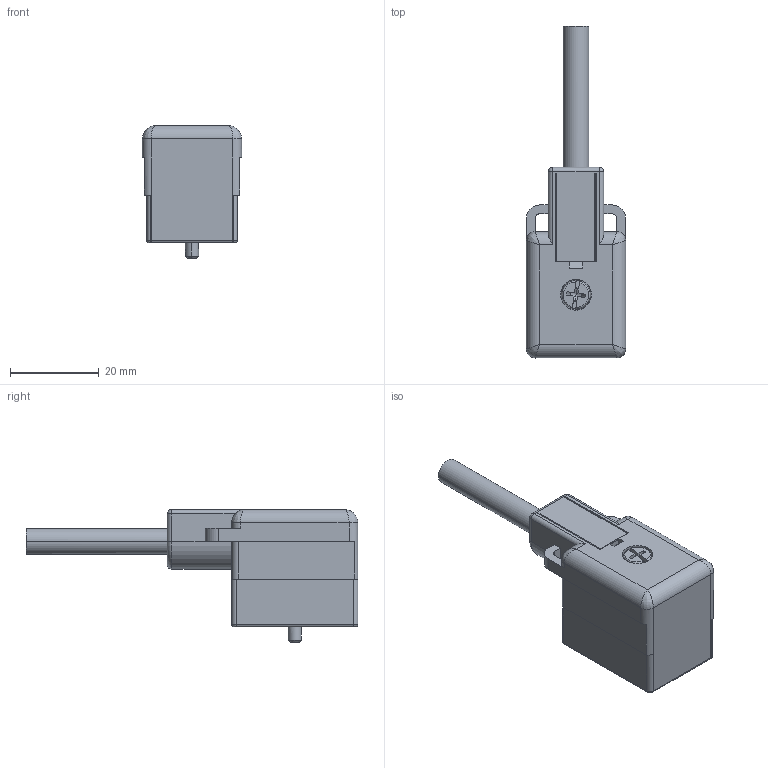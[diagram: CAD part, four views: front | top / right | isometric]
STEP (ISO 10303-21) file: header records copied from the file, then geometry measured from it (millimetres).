
FILE_DESCRIPTION(('CATIA V5 STEP Exchange','CAx-IF Rec.Pracs.--- Model Styling and Organization---1.4--- 2014-01-23'),'2;1');
FILE_NAME ('034574-3_0_9457931000_9457931000.stp','2020-08-18T13:25:09+00:00',('none'),('Weidmueller'),'CATIA Version 5-6 Release 2016 SP3 HF44','CATIA V5 STEP AP214','none');
FILE_SCHEMA(('AUTOMOTIVE_DESIGN { 1 0 10303 214 1 1 1 1 }'));
Length unit declared in the file: millimetre
Products named in the file (1): 9457931000
Bounding box: 22.4 x 74.9 x 30 mm (x, y, z)
Volume: 18288.5 mm3; surface area: 5477.6 mm2
Topology: 2 solids, 2 shells, 156 faces, 414 edges, 257 vertices
Faces by surface type: plane 82, cylinder 45, cone 12, torus 11, bspline 4, sphere 2
Entity records: 5023 total; most frequent: CARTESIAN_POINT 1346, ORIENTED_EDGE 812, DIRECTION 640, EDGE_CURVE 406, VERTEX_POINT 257, AXIS2_PLACEMENT_3D 253, VECTOR 237, LINE 237
